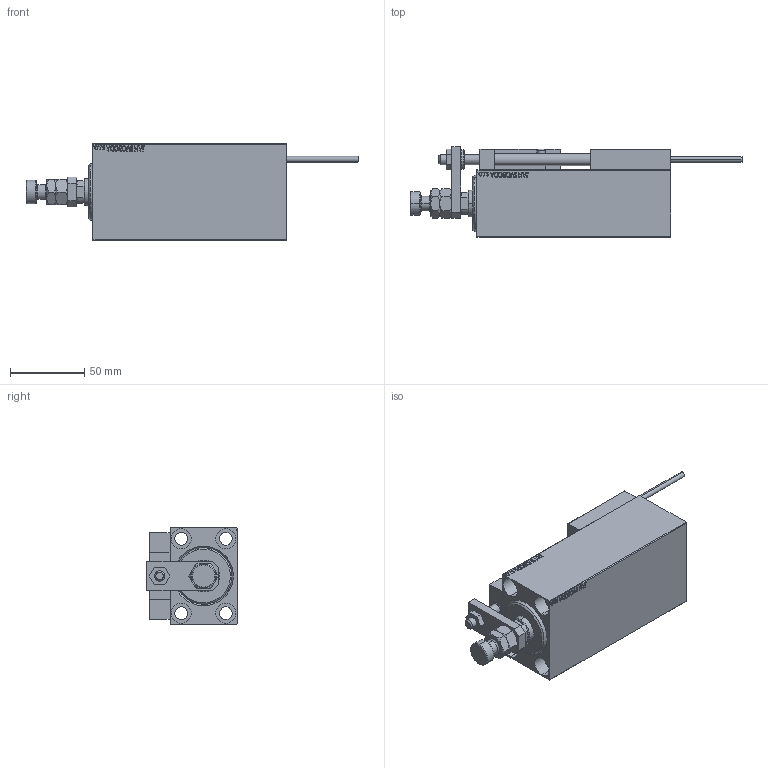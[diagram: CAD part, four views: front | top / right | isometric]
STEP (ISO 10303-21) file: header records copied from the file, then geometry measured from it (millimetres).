
FILE_DESCRIPTION (( 'STEP AP203' ), '1' );
FILE_NAME ('cbfb.STEP', '2021-11-01T17:47:23', ( '' ), ( '' ), 'SwSTEP 2.0', 'SolidWorks 2019', '' );
FILE_SCHEMA (( 'CONFIG_CONTROL_DESIGN' ));
Length unit declared in the file: millimetre
Products named in the file (16): ALLEN BOLT D5 70519cfb122a068f87f6d13bb3738910; V450CM_VC_B 70519cfb122a068f87f6d13bb3738910; SWITCH DIM B,W 70519cfb122a068f87f6d13bb3738910; V450CM_C 70519cfb122a068f87f6d13bb3738910; X_Y_MFA 70519cfb122a068f87f6d13bb3738910; SWITCH X 70519cfb122a068f87f6d13bb3738910; MAGNET 70519cfb122a068f87f6d13bb3738910; cbfb; KONCOVKA 70519cfb122a068f87f6d13bb3738910; Block 70519cfb122a068f87f6d13bb3738910; ZARAZKA 70519cfb122a068f87f6d13bb3738910; ALLEN BOLT D8 70519cfb122a068f87f6d13bb3738910; NUT_D12 70519cfb122a068f87f6d13bb3738910; SWITCH_X_FRONT_BACK 70519cfb122a068f87f6d13bb3738910; TYC_L79 70519cfb122a068f87f6d13bb3738910; V450CM_C_VCP 70519cfb122a068f87f6d13bb3738910
Assembly tree (25 placements, depth 3):
  cbfb
    V450CM_C 70519cfb122a068f87f6d13bb3738910
    SWITCH X 70519cfb122a068f87f6d13bb3738910
      SWITCH_X_FRONT_BACK 70519cfb122a068f87f6d13bb3738910  x2
      TYC_L79 70519cfb122a068f87f6d13bb3738910
      Block 70519cfb122a068f87f6d13bb3738910  x2
      ALLEN BOLT D5 70519cfb122a068f87f6d13bb3738910  x4
      ALLEN BOLT D8 70519cfb122a068f87f6d13bb3738910  x4
      MAGNET 70519cfb122a068f87f6d13bb3738910  x2
      KONCOVKA 70519cfb122a068f87f6d13bb3738910  x2
    NUT_D12 70519cfb122a068f87f6d13bb3738910
    SWITCH DIM B,W 70519cfb122a068f87f6d13bb3738910
    ZARAZKA 70519cfb122a068f87f6d13bb3738910
    V450CM_C_VCP 70519cfb122a068f87f6d13bb3738910
    V450CM_VC_B 70519cfb122a068f87f6d13bb3738910
    X_Y_MFA 70519cfb122a068f87f6d13bb3738910
Bounding box: 223 x 60.5 x 65 mm (x, y, z)
Volume: 378594 mm3; surface area: 104267.5 mm2
Topology: 24 solids, 24 shells, 1330 faces, 3170 edges, 2017 vertices
Faces by surface type: plane 576, bspline 380, cylinder 188, cone 134, torus 48, sphere 4
Entity records: 51760 total; most frequent: CARTESIAN_POINT 26427, ORIENTED_EDGE 5360, DIRECTION 3656, EDGE_CURVE 2680, VERTEX_POINT 1741, LINE 1500, VECTOR 1500, EDGE_LOOP 1241
